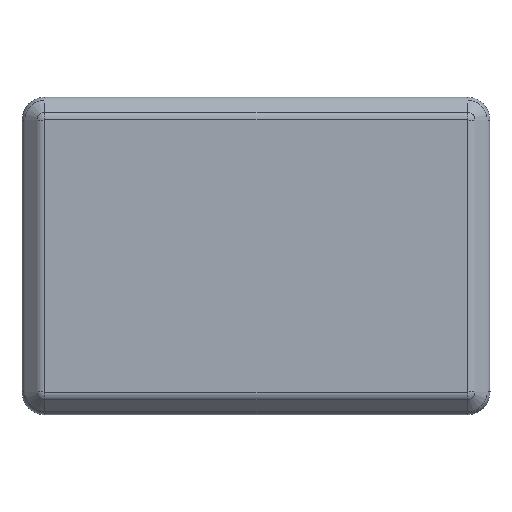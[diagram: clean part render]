
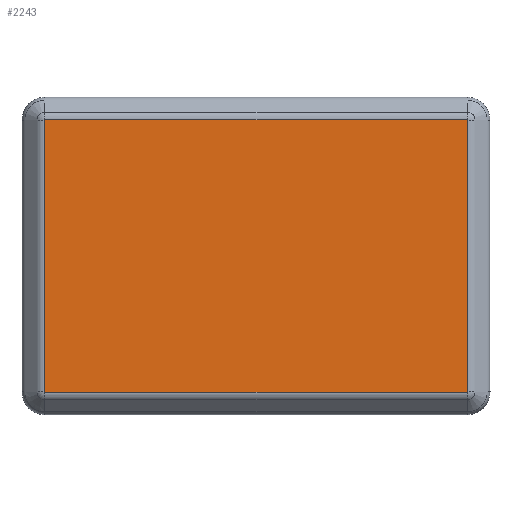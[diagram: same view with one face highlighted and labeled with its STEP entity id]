
A CAD part, top view. The second image highlights one B-rep face of the part: STEP entity #2243.
In plain terms, the highlighted face is planar.
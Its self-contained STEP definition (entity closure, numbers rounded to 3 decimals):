
#25 = LINE ( 'NONE', #2343, #1727 ) ;
#98 = DIRECTION ( 'NONE',  ( 0., 1., 0. ) ) ;
#105 = EDGE_CURVE ( 'NONE', #2239, #1519, #700, .T. ) ;
#316 = CARTESIAN_POINT ( 'NONE',  ( -22.219, 13.1, -4.7 ) ) ;
#362 = DIRECTION ( 'NONE',  ( 0., 1., 0. ) ) ;
#408 = ORIENTED_EDGE ( 'NONE', *, *, #105, .T. ) ;
#447 = ORIENTED_EDGE ( 'NONE', *, *, #831, .T. ) ;
#449 = CARTESIAN_POINT ( 'NONE',  ( -22.184, -13.136, -4.7 ) ) ;
#473 = VERTEX_POINT ( 'NONE', #1029 ) ;
#485 = DIRECTION ( 'NONE',  ( 0., 0., -1. ) ) ;
#556 = DIRECTION ( 'NONE',  ( 0., 0., -1. ) ) ;
#598 = LINE ( 'NONE', #1473, #968 ) ;
#661 = VECTOR ( 'NONE', #1053, 1000. ) ;
#676 = DIRECTION ( 'NONE',  ( 0., 1., 0. ) ) ;
#683 = EDGE_LOOP ( 'NONE', ( #2144, #447, #408, #1286, #1626, #2477, #1559, #1529 ) ) ;
#686 = LINE ( 'NONE', #2387, #661 ) ;
#688 = EDGE_CURVE ( 'NONE', #2406, #1465, #25, .T. ) ;
#700 = LINE ( 'NONE', #1288, #1139 ) ;
#707 = DIRECTION ( 'NONE',  ( 0., -1., 0. ) ) ;
#729 = EDGE_CURVE ( 'NONE', #1465, #473, #1045, .T. ) ;
#731 = CARTESIAN_POINT ( 'NONE',  ( -22.219, -13.1, -4.7 ) ) ;
#780 = EDGE_CURVE ( 'NONE', #2237, #1272, #686, .T. ) ;
#804 = AXIS2_PLACEMENT_3D ( 'NONE', #818, #2195, #1431 ) ;
#818 = CARTESIAN_POINT ( 'NONE',  ( 18.516, 13.1, -4.7 ) ) ;
#831 = EDGE_CURVE ( 'NONE', #1044, #2239, #1336, .T. ) ;
#891 = PLANE ( 'NONE',  #1696 ) ;
#968 = VECTOR ( 'NONE', #1088, 1000. ) ;
#1029 = CARTESIAN_POINT ( 'NONE',  ( -22.184, 13.136, -4.7 ) ) ;
#1044 = VERTEX_POINT ( 'NONE', #2120 ) ;
#1045 = CIRCLE ( 'NONE', #1403, 0.036 ) ;
#1053 = DIRECTION ( 'NONE',  ( -1., 0., 0. ) ) ;
#1088 = DIRECTION ( 'NONE',  ( 1., 0., 0. ) ) ;
#1139 = VECTOR ( 'NONE', #707, 1000. ) ;
#1235 = DIRECTION ( 'NONE',  ( 0., 0., -1. ) ) ;
#1242 = CARTESIAN_POINT ( 'NONE',  ( -22.184, -13.1, -4.7 ) ) ;
#1272 = VERTEX_POINT ( 'NONE', #449 ) ;
#1276 = DIRECTION ( 'NONE',  ( -1., 0., 0. ) ) ;
#1286 = ORIENTED_EDGE ( 'NONE', *, *, #2339, .T. ) ;
#1288 = CARTESIAN_POINT ( 'NONE',  ( 18.552, 10.875, -4.7 ) ) ;
#1336 = CIRCLE ( 'NONE', #804, 0.036 ) ;
#1401 = EDGE_CURVE ( 'NONE', #1272, #2406, #1531, .T. ) ;
#1403 = AXIS2_PLACEMENT_3D ( 'NONE', #1827, #1235, #98 ) ;
#1431 = DIRECTION ( 'NONE',  ( 0., 1., 0. ) ) ;
#1453 = CARTESIAN_POINT ( 'NONE',  ( 18.552, 13.1, -4.7 ) ) ;
#1465 = VERTEX_POINT ( 'NONE', #316 ) ;
#1473 = CARTESIAN_POINT ( 'NONE',  ( 16.291, 13.136, -4.7 ) ) ;
#1519 = VERTEX_POINT ( 'NONE', #1987 ) ;
#1529 = ORIENTED_EDGE ( 'NONE', *, *, #729, .T. ) ;
#1531 = CIRCLE ( 'NONE', #2380, 0.036 ) ;
#1559 = ORIENTED_EDGE ( 'NONE', *, *, #688, .T. ) ;
#1568 = DIRECTION ( 'NONE',  ( 0., 1., 0. ) ) ;
#1571 = FACE_OUTER_BOUND ( 'NONE', #683, .T. ) ;
#1626 = ORIENTED_EDGE ( 'NONE', *, *, #780, .T. ) ;
#1645 = CARTESIAN_POINT ( 'NONE',  ( 18.516, -13.136, -4.7 ) ) ;
#1685 = CIRCLE ( 'NONE', #1748, 0.036 ) ;
#1696 = AXIS2_PLACEMENT_3D ( 'NONE', #1849, #2229, #1276 ) ;
#1727 = VECTOR ( 'NONE', #1568, 1000. ) ;
#1748 = AXIS2_PLACEMENT_3D ( 'NONE', #2271, #556, #362 ) ;
#1827 = CARTESIAN_POINT ( 'NONE',  ( -22.184, 13.1, -4.7 ) ) ;
#1849 = CARTESIAN_POINT ( 'NONE',  ( 16.291, 10.875, -4.7 ) ) ;
#1987 = CARTESIAN_POINT ( 'NONE',  ( 18.552, -13.1, -4.7 ) ) ;
#2120 = CARTESIAN_POINT ( 'NONE',  ( 18.516, 13.136, -4.7 ) ) ;
#2123 = EDGE_CURVE ( 'NONE', #473, #1044, #598, .T. ) ;
#2144 = ORIENTED_EDGE ( 'NONE', *, *, #2123, .T. ) ;
#2195 = DIRECTION ( 'NONE',  ( 0., 0., -1. ) ) ;
#2229 = DIRECTION ( 'NONE',  ( 0., 0., -1. ) ) ;
#2237 = VERTEX_POINT ( 'NONE', #1645 ) ;
#2239 = VERTEX_POINT ( 'NONE', #1453 ) ;
#2243 = ADVANCED_FACE ( 'NONE', ( #1571 ), #891, .T. ) ;
#2271 = CARTESIAN_POINT ( 'NONE',  ( 18.516, -13.1, -4.7 ) ) ;
#2339 = EDGE_CURVE ( 'NONE', #1519, #2237, #1685, .T. ) ;
#2343 = CARTESIAN_POINT ( 'NONE',  ( -22.219, 10.875, -4.7 ) ) ;
#2380 = AXIS2_PLACEMENT_3D ( 'NONE', #1242, #485, #676 ) ;
#2387 = CARTESIAN_POINT ( 'NONE',  ( 16.291, -13.136, -4.7 ) ) ;
#2406 = VERTEX_POINT ( 'NONE', #731 ) ;
#2477 = ORIENTED_EDGE ( 'NONE', *, *, #1401, .T. ) ;
